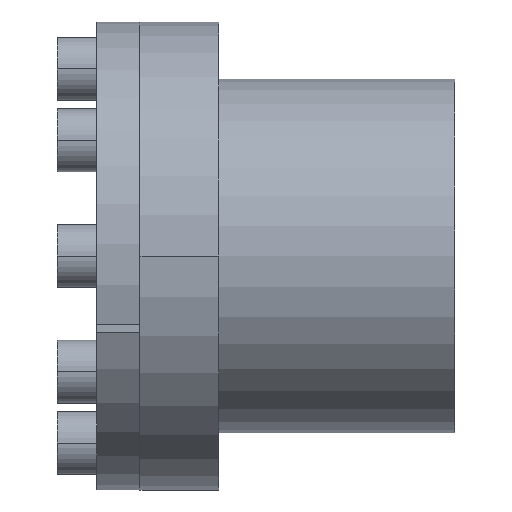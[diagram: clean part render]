
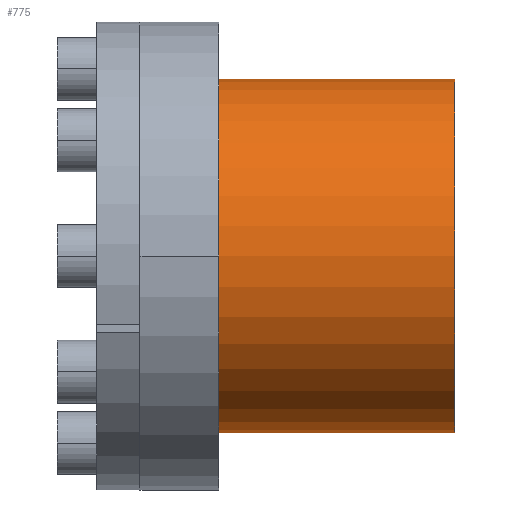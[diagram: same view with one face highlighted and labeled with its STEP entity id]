
A CAD part, front view. The second image highlights one B-rep face of the part: STEP entity #775.
In plain terms, the highlighted cylindrical face has radius 45 mm (diameter 90 mm), a partial arc.
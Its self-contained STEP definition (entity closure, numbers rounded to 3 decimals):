
#263=DIRECTION('',(1.,0.,0.));
#264=VECTOR('',#263,60.);
#265=CARTESIAN_POINT('',(15.,-41.934,-16.327));
#266=LINE('',#265,#264);
#278=CARTESIAN_POINT('',(15.,0.,0.));
#279=DIRECTION('',(-1.,0.,0.));
#280=DIRECTION('',(0.,-0.947,-0.321));
#281=AXIS2_PLACEMENT_3D('',#278,#279,#280);
#283=CARTESIAN_POINT('',(75.,0.,0.));
#284=DIRECTION('',(1.,0.,0.));
#285=DIRECTION('',(0.,-0.932,-0.363));
#286=AXIS2_PLACEMENT_3D('',#283,#284,#285);
#605=DIRECTION('',(1.,0.,0.));
#606=VECTOR('',#605,60.);
#607=CARTESIAN_POINT('',(15.,-42.618,-14.447));
#608=LINE('',#607,#606);
#641=CARTESIAN_POINT('',(75.,-41.934,-16.327));
#642=CARTESIAN_POINT('',(75.,-42.618,-14.447));
#643=VERTEX_POINT('',#641);
#644=VERTEX_POINT('',#642);
#645=CARTESIAN_POINT('',(15.,-42.618,-14.447));
#646=CARTESIAN_POINT('',(15.,-41.934,-16.327));
#647=VERTEX_POINT('',#645);
#648=VERTEX_POINT('',#646);
#762=CARTESIAN_POINT('',(-3.75,0.,0.));
#763=DIRECTION('',(1.,0.,0.));
#764=DIRECTION('',(0.,1.,0.));
#765=AXIS2_PLACEMENT_3D('',#762,#763,#764);
#766=CYLINDRICAL_SURFACE('',#765,45.);
#768=ORIENTED_EDGE('',*,*,#767,.T.);
#769=ORIENTED_EDGE('',*,*,#750,.T.);
#770=ORIENTED_EDGE('',*,*,#722,.T.);
#772=ORIENTED_EDGE('',*,*,#771,.F.);
#773=EDGE_LOOP('',(#768,#769,#770,#772));
#774=FACE_OUTER_BOUND('',#773,.F.);
#775=ADVANCED_FACE('',(#774),#766,.T.);
#282=CIRCLE('',#281,45.);
#287=CIRCLE('',#286,45.);
#722=EDGE_CURVE('',#643,#644,#287,.T.);
#750=EDGE_CURVE('',#648,#643,#266,.T.);
#767=EDGE_CURVE('',#647,#648,#282,.T.);
#771=EDGE_CURVE('',#647,#644,#608,.T.);
